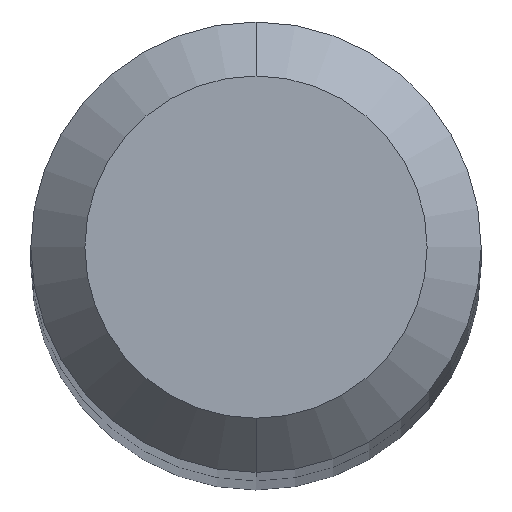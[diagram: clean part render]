
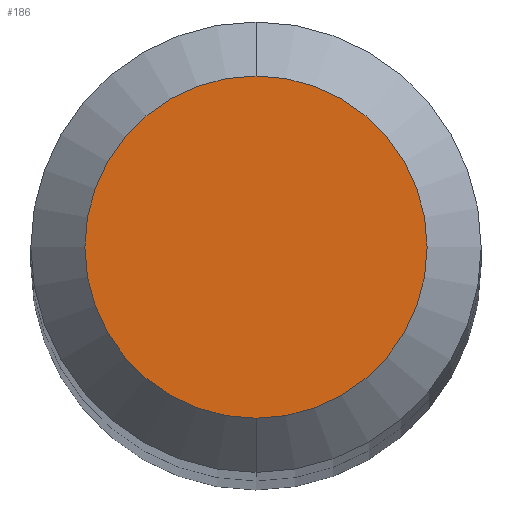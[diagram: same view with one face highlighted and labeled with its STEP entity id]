
A CAD part, top view. The second image highlights one B-rep face of the part: STEP entity #186.
In plain terms, the highlighted planar face has unit normal (0, 0, 1).
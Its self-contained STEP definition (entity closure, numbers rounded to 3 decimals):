
#1 = DIRECTION ( 'NONE',  ( 0., 0., -1. ) ) ;
#18 = CARTESIAN_POINT ( 'NONE',  ( 0., 0.95, 57. ) ) ;
#57 = CARTESIAN_POINT ( 'NONE',  ( 0., -0.95, 57. ) ) ;
#58 = AXIS2_PLACEMENT_3D ( 'NONE', #187, #63, #178 ) ;
#63 = DIRECTION ( 'NONE',  ( 0., 0., -1. ) ) ;
#85 = EDGE_CURVE ( 'NONE', #218, #249, #127, .T. ) ;
#123 = CARTESIAN_POINT ( 'NONE',  ( 0., 0., 57. ) ) ;
#125 = FACE_OUTER_BOUND ( 'NONE', #258, .T. ) ;
#127 = CIRCLE ( 'NONE', #58, 0.95 ) ;
#155 = CIRCLE ( 'NONE', #212, 0.95 ) ;
#160 = PLANE ( 'NONE',  #273 ) ;
#177 = CARTESIAN_POINT ( 'NONE',  ( 0., 0., 57. ) ) ;
#178 = DIRECTION ( 'NONE',  ( 0., 1., 0. ) ) ;
#186 = ADVANCED_FACE ( 'NONE', ( #125 ), #160, .F. ) ;
#187 = CARTESIAN_POINT ( 'NONE',  ( 0., 0., 57. ) ) ;
#196 = DIRECTION ( 'NONE',  ( 0., 0., -1. ) ) ;
#208 = ORIENTED_EDGE ( 'NONE', *, *, #283, .F. ) ;
#210 = ORIENTED_EDGE ( 'NONE', *, *, #85, .F. ) ;
#212 = AXIS2_PLACEMENT_3D ( 'NONE', #177, #1, #318 ) ;
#218 = VERTEX_POINT ( 'NONE', #18 ) ;
#249 = VERTEX_POINT ( 'NONE', #57 ) ;
#258 = EDGE_LOOP ( 'NONE', ( #210, #208 ) ) ;
#273 = AXIS2_PLACEMENT_3D ( 'NONE', #123, #196, #281 ) ;
#281 = DIRECTION ( 'NONE',  ( 0., 1., 0. ) ) ;
#283 = EDGE_CURVE ( 'NONE', #249, #218, #155, .T. ) ;
#318 = DIRECTION ( 'NONE',  ( 0., 1., 0. ) ) ;
